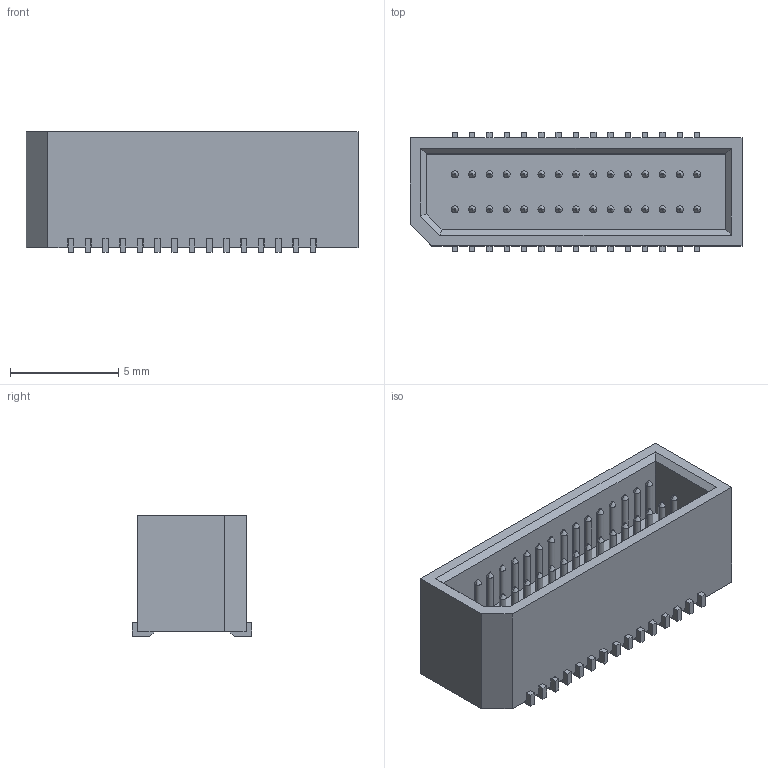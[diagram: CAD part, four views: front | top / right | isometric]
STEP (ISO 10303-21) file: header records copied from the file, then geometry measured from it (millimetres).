
FILE_DESCRIPTION((''),'2;1');
FILE_NAME('SAMTEC_TEMS-115-02-03.0-G-D-K-TR.stp','2015-09-08T13:28:14',(''),(''),'Mechanical Desktop 2011','Mechanical Desktop 2011',', , ');
FILE_SCHEMA(('AUTOMOTIVE_DESIGN { 1 2 10303 214 1 1 1 1 }'));
Length unit declared in the file: millimetre
Products named in the file (1): Product
Bounding box: 15.35 x 5.52 x 5.58 mm (x, y, z)
Volume: 262.4 mm3; surface area: 737.2 mm2
Topology: 61 solids, 61 shells, 618 faces, 1420 edges, 925 vertices
Faces by surface type: plane 316, bspline 242, cylinder 30, cone 30
Entity records: 17936 total; most frequent: CARTESIAN_POINT 4530, ORIENTED_EDGE 2840, DIRECTION 2354, EDGE_CURVE 1420, VECTOR 1240, LINE 1240, VERTEX_POINT 925, EDGE_LOOP 619
